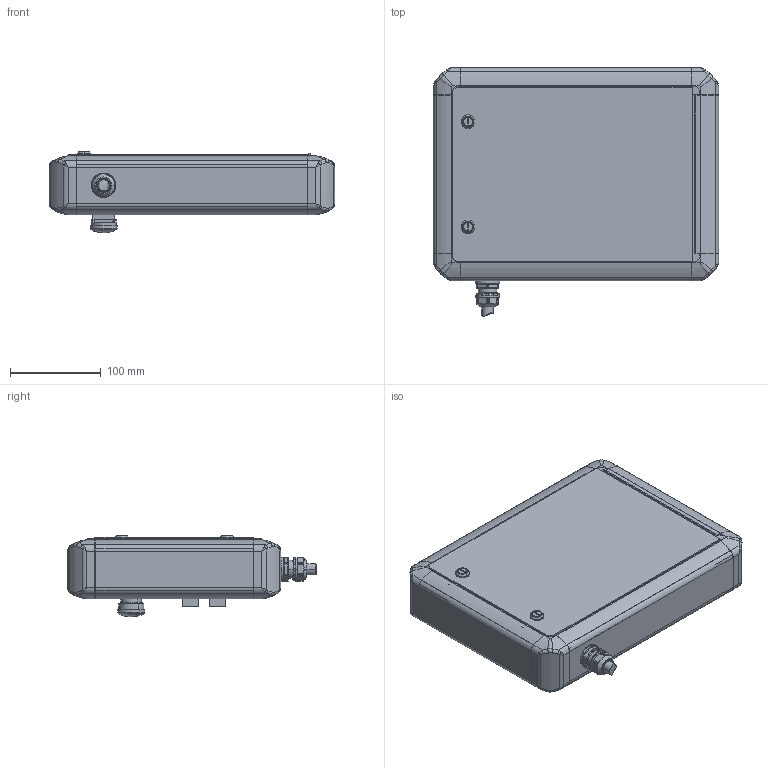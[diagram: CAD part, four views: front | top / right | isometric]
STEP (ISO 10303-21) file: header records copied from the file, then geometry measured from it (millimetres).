
FILE_DESCRIPTION (( 'STEP AP203' ), '1' );
FILE_NAME ('C3C-501T-STP.step', '2025-06-24T01:49:13', ( '' ), ( '' ), 'SwSTEP 2.0', 'SolidWorks 2020', '' );
FILE_SCHEMA (( 'CONFIG_CONTROL_DESIGN' ));
Length unit declared in the file: millimetre
Products named in the file (11): _X2_30B430E030D630C330B730E5_X0_; OA-W1613; panel_back_set; C3C-501T-STP; A165E_LS_24D-01; 旕忢掆巭及腟(兂35) C4P-135S; NUT; BOX_SET; OA-W1613B_ASSY_007; A165L-JGM-24D-1
Assembly tree (11 placements, depth 4):
  C3C-501T-STP
    BOX_SET
    panel_back_set
    旕忢掆巭及腟(兂35) C4P-135S
    A165E_LS_24D-01
    A165L-JGM-24D-1  x2
    OA-W1613B_ASSY_007
      OA-W1613
        OA-W1613
        _X2_30B430E030D630C330B730E5_X0_
      NUT
Bounding box: 315 x 274.05 x 89.75 mm (x, y, z)
Volume: 435290.1 mm3; surface area: 453052.1 mm2
Topology: 13 solids, 21 shells, 1511 faces, 3920 edges, 2484 vertices
Faces by surface type: plane 712, cylinder 479, bspline 192, cone 96, torus 28, sphere 4
Entity records: 55659 total; most frequent: CARTESIAN_POINT 19797, ORIENTED_EDGE 7636, DIRECTION 6794, EDGE_CURVE 3818, VERTEX_POINT 2428, AXIS2_PLACEMENT_3D 2426, VECTOR 1942, LINE 1942
